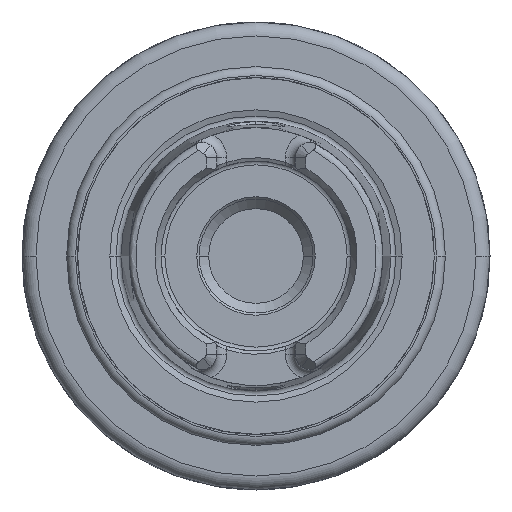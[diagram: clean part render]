
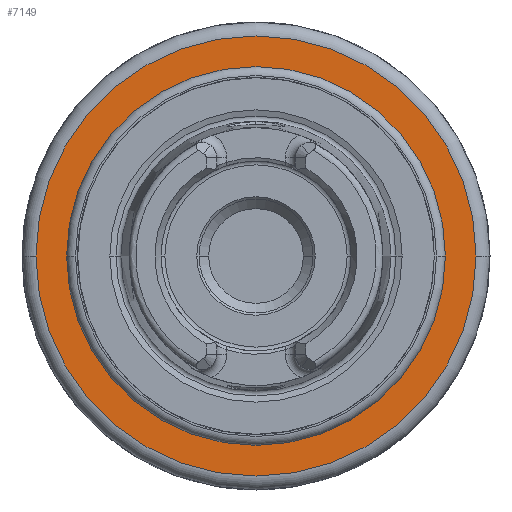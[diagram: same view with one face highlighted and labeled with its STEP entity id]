
A CAD part, left-side view. The second image highlights one B-rep face of the part: STEP entity #7149.
In plain terms, the highlighted planar face has unit normal (-1, 0, 0).
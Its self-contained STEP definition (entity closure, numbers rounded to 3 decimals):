
#6660=CARTESIAN_POINT('',(0.,0.,0.));
#6661=DIRECTION('',(-1.,0.,0.));
#6662=DIRECTION('',(0.,1.,0.));
#6663=AXIS2_PLACEMENT_3D('',#6660,#6661,#6662);
#6665=CARTESIAN_POINT('',(0.,0.,0.));
#6666=DIRECTION('',(-1.,0.,0.));
#6667=DIRECTION('',(0.,-1.,0.));
#6668=AXIS2_PLACEMENT_3D('',#6665,#6666,#6667);
#6670=CARTESIAN_POINT('',(0.,0.,0.));
#6671=DIRECTION('',(1.,0.,0.));
#6672=DIRECTION('',(0.,1.,0.));
#6673=AXIS2_PLACEMENT_3D('',#6670,#6671,#6672);
#6675=CARTESIAN_POINT('',(0.,0.,0.));
#6676=DIRECTION('',(1.,0.,0.));
#6677=DIRECTION('',(0.,-1.,0.));
#6678=AXIS2_PLACEMENT_3D('',#6675,#6676,#6677);
#7068=CARTESIAN_POINT('',(0.,17.,0.));
#7069=CARTESIAN_POINT('',(0.,-17.,0.));
#7070=VERTEX_POINT('',#7068);
#7071=VERTEX_POINT('',#7069);
#7076=CARTESIAN_POINT('',(0.,19.75,0.));
#7077=CARTESIAN_POINT('',(0.,-19.75,0.));
#7078=VERTEX_POINT('',#7076);
#7079=VERTEX_POINT('',#7077);
#7132=CARTESIAN_POINT('',(0.,0.,0.));
#7133=DIRECTION('',(1.,0.,0.));
#7134=DIRECTION('',(0.,-1.,0.));
#7135=AXIS2_PLACEMENT_3D('',#7132,#7133,#7134);
#7136=PLANE('',#7135);
#7138=ORIENTED_EDGE('',*,*,#7137,.F.);
#7140=ORIENTED_EDGE('',*,*,#7139,.F.);
#7141=EDGE_LOOP('',(#7138,#7140));
#7142=FACE_OUTER_BOUND('',#7141,.F.);
#7144=ORIENTED_EDGE('',*,*,#7143,.F.);
#7146=ORIENTED_EDGE('',*,*,#7145,.F.);
#7147=EDGE_LOOP('',(#7144,#7146));
#7148=FACE_BOUND('',#7147,.F.);
#7149=ADVANCED_FACE('',(#7142,#7148),#7136,.F.);
#6664=CIRCLE('',#6663,19.75);
#6669=CIRCLE('',#6668,19.75);
#6674=CIRCLE('',#6673,17.);
#6679=CIRCLE('',#6678,17.);
#7137=EDGE_CURVE('',#7078,#7079,#6664,.T.);
#7139=EDGE_CURVE('',#7079,#7078,#6669,.T.);
#7143=EDGE_CURVE('',#7070,#7071,#6674,.T.);
#7145=EDGE_CURVE('',#7071,#7070,#6679,.T.);
